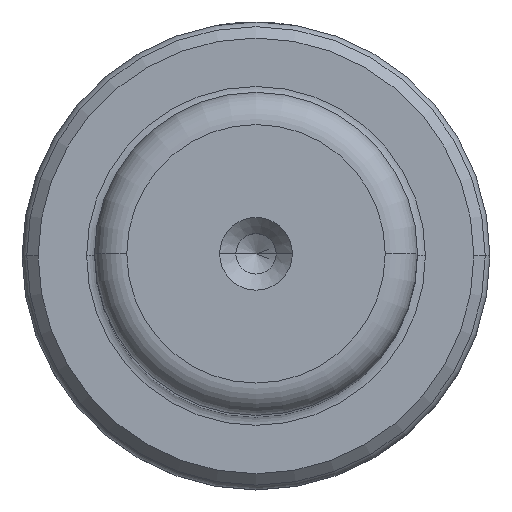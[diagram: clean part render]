
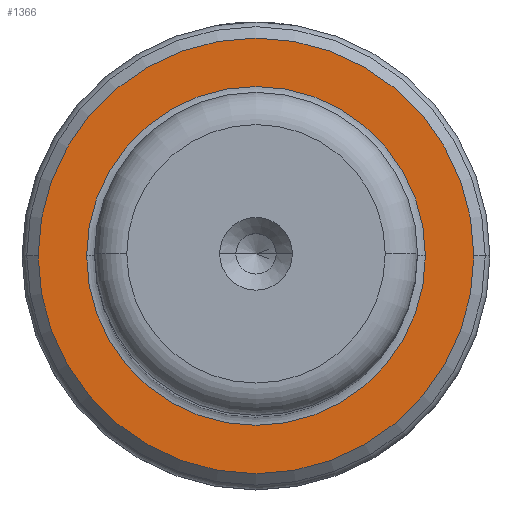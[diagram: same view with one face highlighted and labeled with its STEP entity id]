
A CAD part, top view. The second image highlights one B-rep face of the part: STEP entity #1366.
In plain terms, the highlighted planar face has unit normal (0, 0, 1).
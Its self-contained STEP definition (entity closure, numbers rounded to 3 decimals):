
#10 = DIRECTION ( 'NONE',  ( 0., 0., 1. ) ) ;
#190 = ORIENTED_EDGE ( 'NONE', *, *, #582, .T. ) ;
#222 = CARTESIAN_POINT ( 'NONE',  ( 10.5, 0., 20. ) ) ;
#240 = VERTEX_POINT ( 'NONE', #639 ) ;
#339 = ORIENTED_EDGE ( 'NONE', *, *, #738, .T. ) ;
#534 = CARTESIAN_POINT ( 'NONE',  ( 13.5, 0., 20. ) ) ;
#571 = VERTEX_POINT ( 'NONE', #534 ) ;
#582 = EDGE_CURVE ( 'NONE', #240, #1325, #999, .T. ) ;
#633 = DIRECTION ( 'NONE',  ( -1., 0., 0. ) ) ;
#639 = CARTESIAN_POINT ( 'NONE',  ( -10.5, 0., 20. ) ) ;
#692 = AXIS2_PLACEMENT_3D ( 'NONE', #2919, #1666, #2677 ) ;
#738 = EDGE_CURVE ( 'NONE', #1325, #240, #917, .T. ) ;
#803 = DIRECTION ( 'NONE',  ( -1., 0., 0. ) ) ;
#917 = CIRCLE ( 'NONE', #971, 10.5 ) ;
#971 = AXIS2_PLACEMENT_3D ( 'NONE', #1936, #2419, #633 ) ;
#981 = EDGE_LOOP ( 'NONE', ( #2201, #1272 ) ) ;
#999 = CIRCLE ( 'NONE', #1415, 10.5 ) ;
#1161 = CIRCLE ( 'NONE', #1645, 13.5 ) ;
#1272 = ORIENTED_EDGE ( 'NONE', *, *, #1466, .T. ) ;
#1325 = VERTEX_POINT ( 'NONE', #222 ) ;
#1366 = ADVANCED_FACE ( 'NONE', ( #1918, #3223 ), #2485, .T. ) ;
#1415 = AXIS2_PLACEMENT_3D ( 'NONE', #2339, #2275, #803 ) ;
#1441 = CIRCLE ( 'NONE', #1979, 13.5 ) ;
#1466 = EDGE_CURVE ( 'NONE', #571, #2240, #1161, .T. ) ;
#1538 = DIRECTION ( 'NONE',  ( 1., 0., 0. ) ) ;
#1565 = EDGE_CURVE ( 'NONE', #2240, #571, #1441, .T. ) ;
#1645 = AXIS2_PLACEMENT_3D ( 'NONE', #3044, #1809, #2300 ) ;
#1666 = DIRECTION ( 'NONE',  ( 0., 0., 1. ) ) ;
#1770 = CARTESIAN_POINT ( 'NONE',  ( -13.5, 0., 20. ) ) ;
#1809 = DIRECTION ( 'NONE',  ( 0., 0., 1. ) ) ;
#1918 = FACE_OUTER_BOUND ( 'NONE', #981, .T. ) ;
#1936 = CARTESIAN_POINT ( 'NONE',  ( 0., 0., 20. ) ) ;
#1979 = AXIS2_PLACEMENT_3D ( 'NONE', #2575, #10, #1538 ) ;
#2201 = ORIENTED_EDGE ( 'NONE', *, *, #1565, .T. ) ;
#2240 = VERTEX_POINT ( 'NONE', #1770 ) ;
#2275 = DIRECTION ( 'NONE',  ( 0., 0., -1. ) ) ;
#2300 = DIRECTION ( 'NONE',  ( 1., 0., 0. ) ) ;
#2339 = CARTESIAN_POINT ( 'NONE',  ( 0., 0., 20. ) ) ;
#2419 = DIRECTION ( 'NONE',  ( 0., 0., -1. ) ) ;
#2485 = PLANE ( 'NONE',  #692 ) ;
#2575 = CARTESIAN_POINT ( 'NONE',  ( 0., 0., 20. ) ) ;
#2677 = DIRECTION ( 'NONE',  ( 1., 0., 0. ) ) ;
#2747 = EDGE_LOOP ( 'NONE', ( #190, #339 ) ) ;
#2919 = CARTESIAN_POINT ( 'NONE',  ( 0., 0., 20. ) ) ;
#3044 = CARTESIAN_POINT ( 'NONE',  ( 0., 0., 20. ) ) ;
#3223 = FACE_BOUND ( 'NONE', #2747, .T. ) ;
